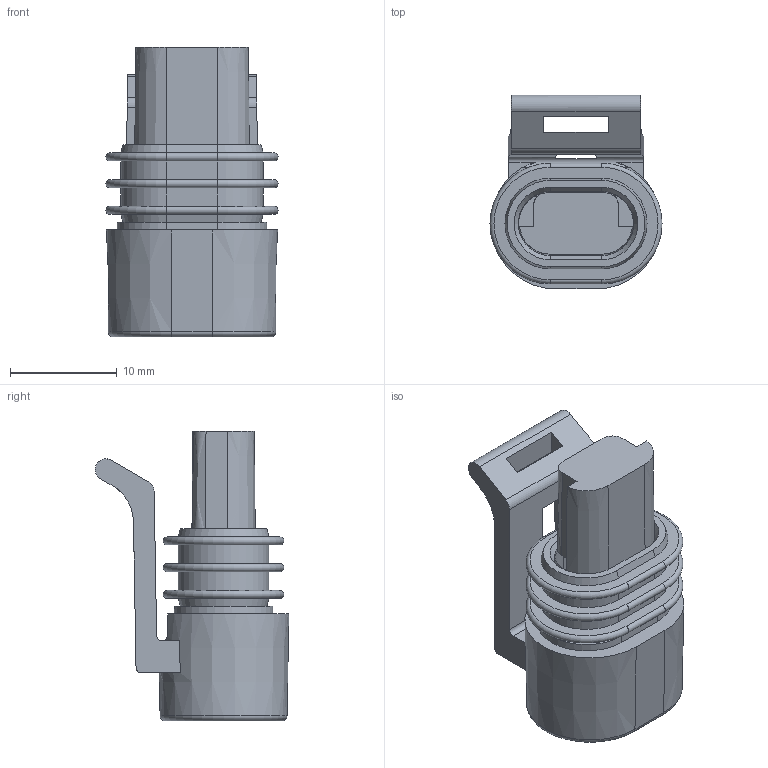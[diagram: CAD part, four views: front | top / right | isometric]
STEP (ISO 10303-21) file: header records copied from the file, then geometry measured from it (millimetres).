
FILE_DESCRIPTION(/* description */ (''),/* implementation_level */ '2;1');
FILE_NAME(/* name */ '12162194-ENV11_03-CONN.stp',/* time_stamp */ '2021-09-06T12:06:04+06:00',/* author */ (''),/* organization */ (''),/* preprocessor_version */ 'ST-DEVELOPER v16',/* originating_system */ 'SIEMENS PLM Software NX 11.0',/* authorisation */ '');
FILE_SCHEMA (('AP203_CONFIGURATION_CONTROLLED_3D_DESIGN_OF_MECHANICAL_PARTS_AND_ASSEMBLIES_MIM_LF { 1 0 10303 403 2 1 2}'));
Length unit declared in the file: millimetre
Products named in the file (1): hjcv19D8AACDzxcb
Bounding box: 16.09 x 18.1 x 27.1 mm (x, y, z)
Volume: 3332.6 mm3; surface area: 2691.6 mm2
Topology: 2 solids, 2 shells, 99 faces, 258 edges, 168 vertices
Faces by surface type: plane 55, cylinder 20, cone 14, torus 8, bspline 2
Entity records: 3267 total; most frequent: CARTESIAN_POINT 676, DIRECTION 524, ORIENTED_EDGE 516, EDGE_CURVE 258, AXIS2_PLACEMENT_3D 188, VERTEX_POINT 168, LINE 148, VECTOR 148
